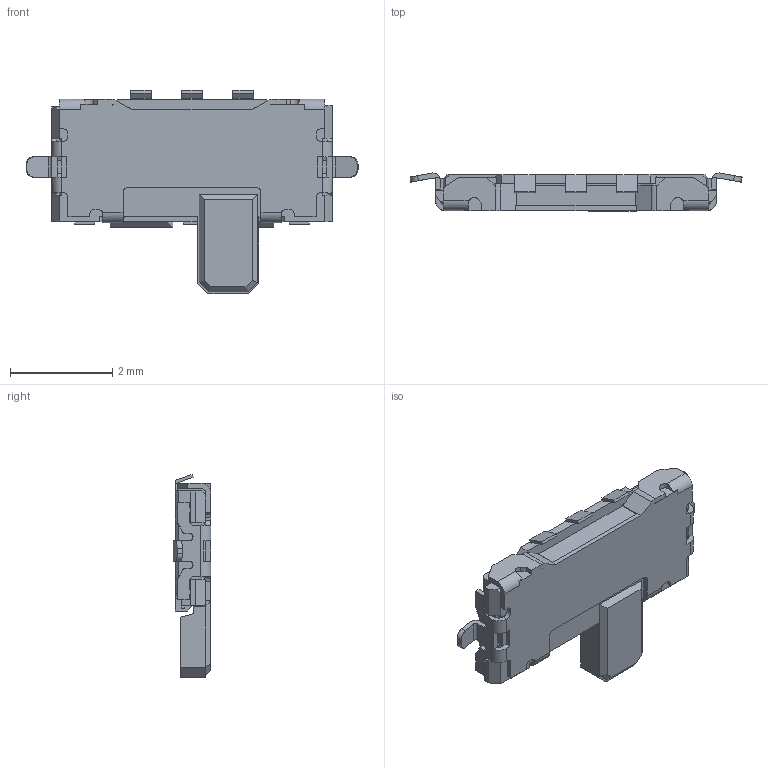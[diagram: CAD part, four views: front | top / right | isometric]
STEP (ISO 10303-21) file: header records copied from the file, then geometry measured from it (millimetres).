
FILE_DESCRIPTION (( 'STEP AP214' ), '1' );
FILE_NAME ('SSAJ120100.STEP', '2024-04-26T04:28:00', ( '' ), ( '' ), 'SwSTEP 2.0', 'SolidWorks 2023', '' );
FILE_SCHEMA (( 'AUTOMOTIVE_DESIGN' ));
Length unit declared in the file: millimetre
Products named in the file (1): SSAJ120100
Bounding box: 6.5 x 0.74 x 3.98 mm (x, y, z)
Volume: 9.3 mm3; surface area: 50.4 mm2
Topology: 1 solids, 5 shells, 400 faces, 1141 edges, 747 vertices
Faces by surface type: plane 320, cylinder 70, cone 8, bspline 2
Entity records: 14945 total; most frequent: CARTESIAN_POINT 2754, ORIENTED_EDGE 2282, DIRECTION 1905, EDGE_CURVE 1141, VECTOR 949, LINE 949, VERTEX_POINT 747, AXIS2_PLACEMENT_3D 478
